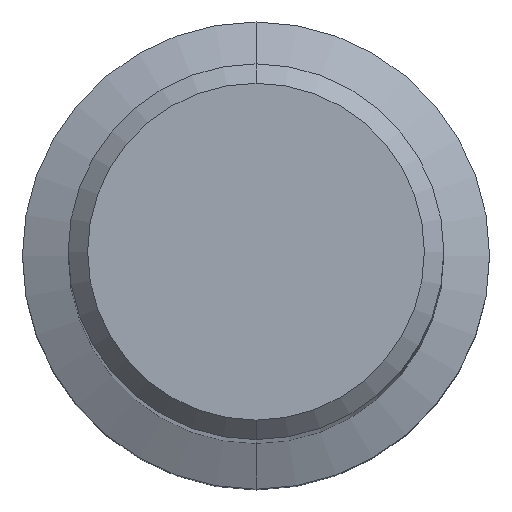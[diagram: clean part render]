
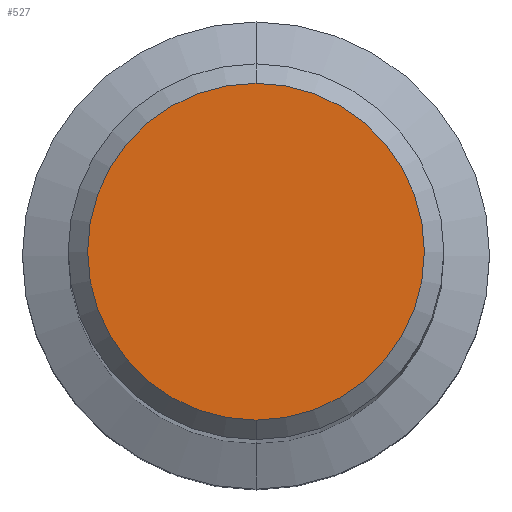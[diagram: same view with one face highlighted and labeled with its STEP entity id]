
A CAD part, top view. The second image highlights one B-rep face of the part: STEP entity #527.
In plain terms, the highlighted planar face has unit normal (0, 0, 1).
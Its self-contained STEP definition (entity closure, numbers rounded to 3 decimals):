
#363=VERTEX_POINT('',#738);
#421=EDGE_CURVE('',#363,#425,#800,.T.);
#425=VERTEX_POINT('',#804);
#485=EDGE_CURVE('',#425,#363,#872,.T.);
#527=ADVANCED_FACE('',(#918),#919,.T.);
#738=CARTESIAN_POINT('',(0.,-8.65,0.0));
#800=CIRCLE('',#1493,8.65);
#804=CARTESIAN_POINT('',(0.0,8.65,0.0));
#872=CIRCLE('',#1611,8.65);
#918=FACE_OUTER_BOUND('',#1693,.T.);
#919=PLANE('',#1694);
#1493=AXIS2_PLACEMENT_3D('',#1996,#1997,#1998);
#1611=AXIS2_PLACEMENT_3D('',#2078,#2079,#2080);
#1693=EDGE_LOOP('',(#2130,#2131));
#1694=AXIS2_PLACEMENT_3D('',#2132,#2133,#2134);
#1996=CARTESIAN_POINT('',(0.0,0.0,0.0));
#1997=DIRECTION('',(0.0,0.0,-1.0));
#1998=DIRECTION('',(0.0,1.0,0.0));
#2078=CARTESIAN_POINT('',(0.0,0.0,0.0));
#2079=DIRECTION('',(0.0,0.0,-1.0));
#2080=DIRECTION('',(0.0,1.0,0.0));
#2130=ORIENTED_EDGE('',*,*,#485,.F.);
#2131=ORIENTED_EDGE('',*,*,#421,.F.);
#2132=CARTESIAN_POINT('',(0.0,4.325,0.0));
#2133=DIRECTION('',(-0.0,0.0,1.0));
#2134=DIRECTION('',(0.0,-1.0,0.0));
